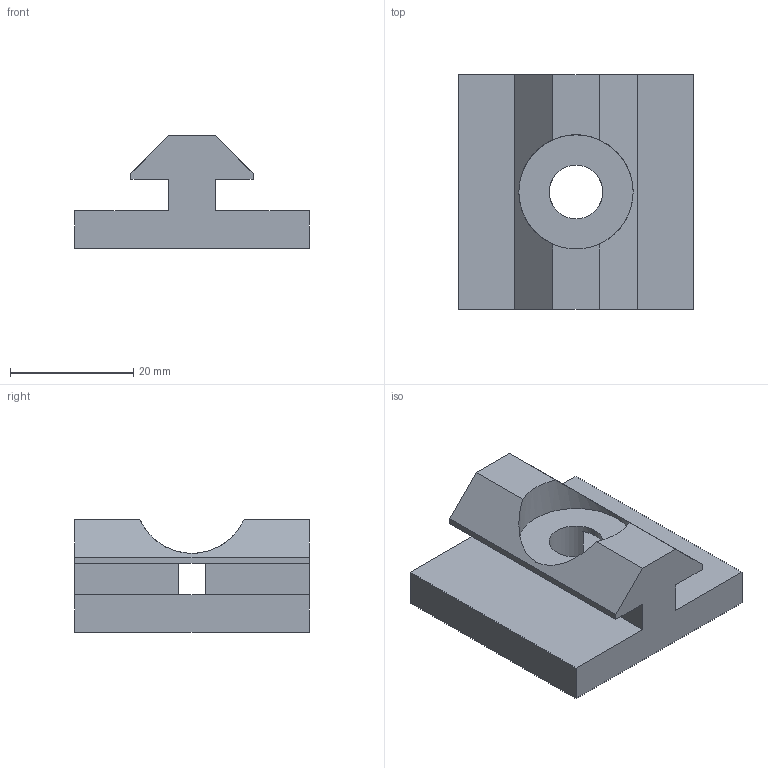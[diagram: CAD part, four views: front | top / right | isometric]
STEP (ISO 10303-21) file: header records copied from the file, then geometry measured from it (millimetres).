
FILE_DESCRIPTION((''),'2;1');
FILE_NAME('15AC8852.stp','2015-07-20T11:10:23',(''),(''),'Mechanical Desktop 2011','Mechanical Desktop 2011',', , ');
FILE_SCHEMA(('AUTOMOTIVE_DESIGN { 1 2 10303 214 1 1 1 1 }'));
Length unit declared in the file: inch
Products named in the file (1): Product
Bounding box: 38.1 x 38.1 x 18.29 mm (x, y, z)
Volume: 12218.3 mm3; surface area: 5972.4 mm2
Topology: 1 solids, 1 shells, 24 faces, 78 edges, 52 vertices
Faces by surface type: plane 16, cylinder 4, bspline 4
Entity records: 921 total; most frequent: CARTESIAN_POINT 167, ORIENTED_EDGE 156, DIRECTION 140, EDGE_CURVE 78, VECTOR 58, LINE 58, VERTEX_POINT 52, AXIS2_PLACEMENT_3D 41
